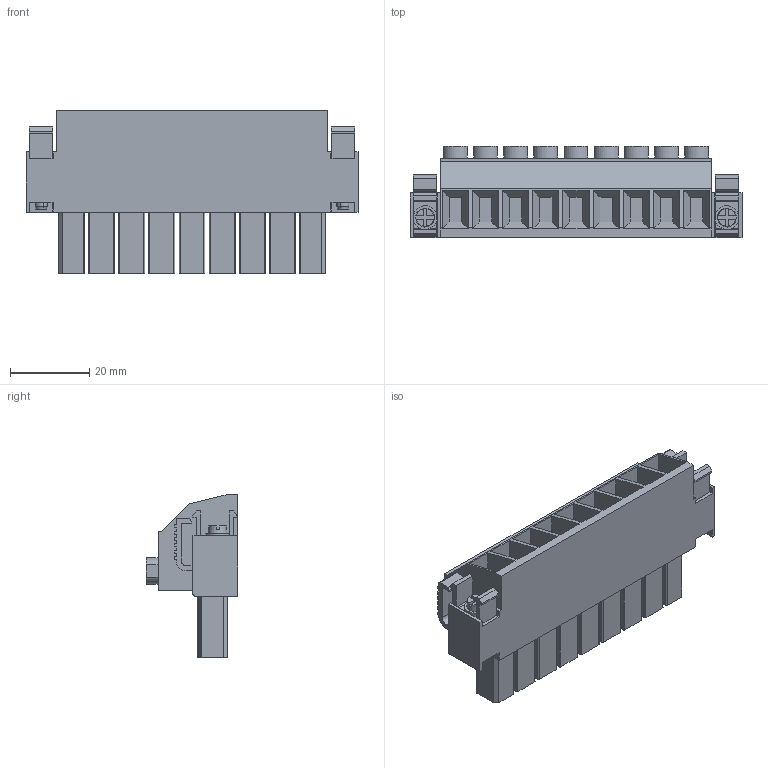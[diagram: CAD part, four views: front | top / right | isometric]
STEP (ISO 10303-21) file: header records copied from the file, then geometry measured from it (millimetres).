
FILE_DESCRIPTION(('CATIA V5 STEP','CAx-IF Rec.Pracs.--- Model Styling and Organization---1.2---2011-12-15'),'2;1');
FILE_NAME ('D1459362_0_1930230000_1930230000.stp','2018-09-06T04:02:50+00:00',('none'),('Weidmueller'),'CATIA Version 5-6 Release 2014','CATIA V5 STEP AP214','none');
FILE_SCHEMA(('AUTOMOTIVE_DESIGN { 1 0 10303 214 1 1 1 1 }'));
Length unit declared in the file: millimetre
Products named in the file (1): 1930230000
Bounding box: 83.82 x 23.1 x 41.15 mm (x, y, z)
Volume: 34379 mm3; surface area: 18718.9 mm2
Topology: 5 solids, 5 shells, 720 faces, 1942 edges, 1270 vertices
Faces by surface type: plane 519, cylinder 189, cone 12
Entity records: 20378 total; most frequent: ORIENTED_EDGE 3884, CARTESIAN_POINT 3755, DIRECTION 2639, EDGE_CURVE 1942, VECTOR 1425, LINE 1425, VERTEX_POINT 1270, AXIS2_PLACEMENT_3D 816
